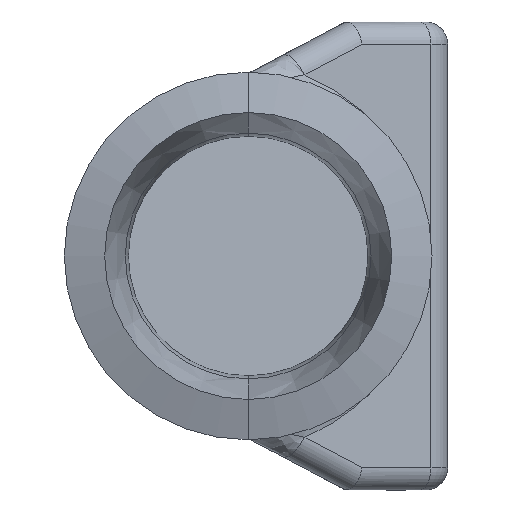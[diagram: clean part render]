
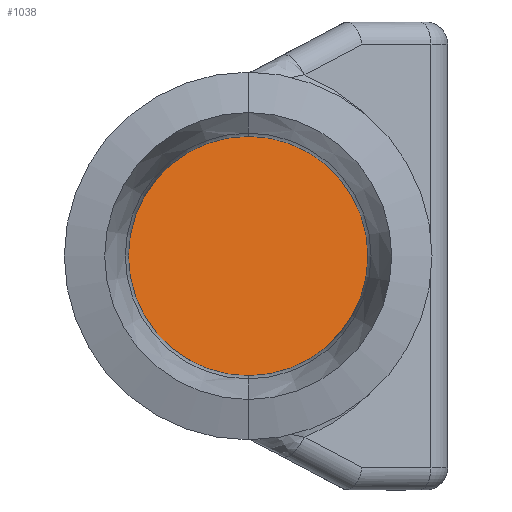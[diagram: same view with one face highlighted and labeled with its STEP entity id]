
A CAD part, left-side view. The second image highlights one B-rep face of the part: STEP entity #1038.
In plain terms, the highlighted planar face has unit normal (-0.866, -0.5, 0).
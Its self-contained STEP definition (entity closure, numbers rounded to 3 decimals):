
#19 = CARTESIAN_POINT ( 'NONE',  ( 84.181, 0., 10.75 ) ) ;
#117 = FACE_OUTER_BOUND ( 'NONE', #1130, .T. ) ;
#167 = ORIENTED_EDGE ( 'NONE', *, *, #306, .T. ) ;
#195 =( BOUNDED_CURVE ( )  B_SPLINE_CURVE ( 3, ( #1453, #711, #1197, #1323 ),
 .UNSPECIFIED., .F., .T. ) 
 B_SPLINE_CURVE_WITH_KNOTS ( ( 4, 4 ),
 ( 4.712, 7.854 ),
 .UNSPECIFIED. ) 
 CURVE ( )  GEOMETRIC_REPRESENTATION_ITEM ( )  RATIONAL_B_SPLINE_CURVE ( ( 1., 0.333, 0.333, 1. ) ) 
 REPRESENTATION_ITEM ( '' )  );
#228 = DIRECTION ( 'NONE',  ( 0.5, -0.866, 0. ) ) ;
#306 = EDGE_CURVE ( 'NONE', #675, #457, #195, .T. ) ;
#407 = CARTESIAN_POINT ( 'NONE',  ( 96.594, -21.5, -10.75 ) ) ;
#457 = VERTEX_POINT ( 'NONE', #896 ) ;
#517 = CARTESIAN_POINT ( 'NONE',  ( 84.181, 0., 10.75 ) ) ;
#675 = VERTEX_POINT ( 'NONE', #19 ) ;
#711 = CARTESIAN_POINT ( 'NONE',  ( 71.768, 21.5, 10.75 ) ) ;
#855 = ORIENTED_EDGE ( 'NONE', *, *, #1426, .T. ) ;
#872 = PLANE ( 'NONE',  #1265 ) ;
#882 = CARTESIAN_POINT ( 'NONE',  ( 96.594, -21.5, 10.75 ) ) ;
#896 = CARTESIAN_POINT ( 'NONE',  ( 84.181, 0., -10.75 ) ) ;
#970 = DIRECTION ( 'NONE',  ( -0.866, -0.5, 0. ) ) ;
#1038 = ADVANCED_FACE ( 'NONE', ( #117 ), #872, .T. ) ;
#1130 = EDGE_LOOP ( 'NONE', ( #167, #855 ) ) ;
#1197 = CARTESIAN_POINT ( 'NONE',  ( 71.768, 21.5, -10.75 ) ) ;
#1265 = AXIS2_PLACEMENT_3D ( 'NONE', #1593, #970, #228 ) ;
#1323 = CARTESIAN_POINT ( 'NONE',  ( 84.181, 0., -10.75 ) ) ;
#1380 = CARTESIAN_POINT ( 'NONE',  ( 84.181, 0., -10.75 ) ) ;
#1426 = EDGE_CURVE ( 'NONE', #457, #675, #1592, .T. ) ;
#1453 = CARTESIAN_POINT ( 'NONE',  ( 84.181, 0., 10.75 ) ) ;
#1592 =( BOUNDED_CURVE ( )  B_SPLINE_CURVE ( 3, ( #1380, #407, #882, #517 ),
 .UNSPECIFIED., .F., .T. ) 
 B_SPLINE_CURVE_WITH_KNOTS ( ( 4, 4 ),
 ( 1.571, 4.712 ),
 .UNSPECIFIED. ) 
 CURVE ( )  GEOMETRIC_REPRESENTATION_ITEM ( )  RATIONAL_B_SPLINE_CURVE ( ( 1., 0.333, 0.333, 1. ) ) 
 REPRESENTATION_ITEM ( '' )  );
#1593 = CARTESIAN_POINT ( 'NONE',  ( 93.938, -16.9, -60.755 ) ) ;
